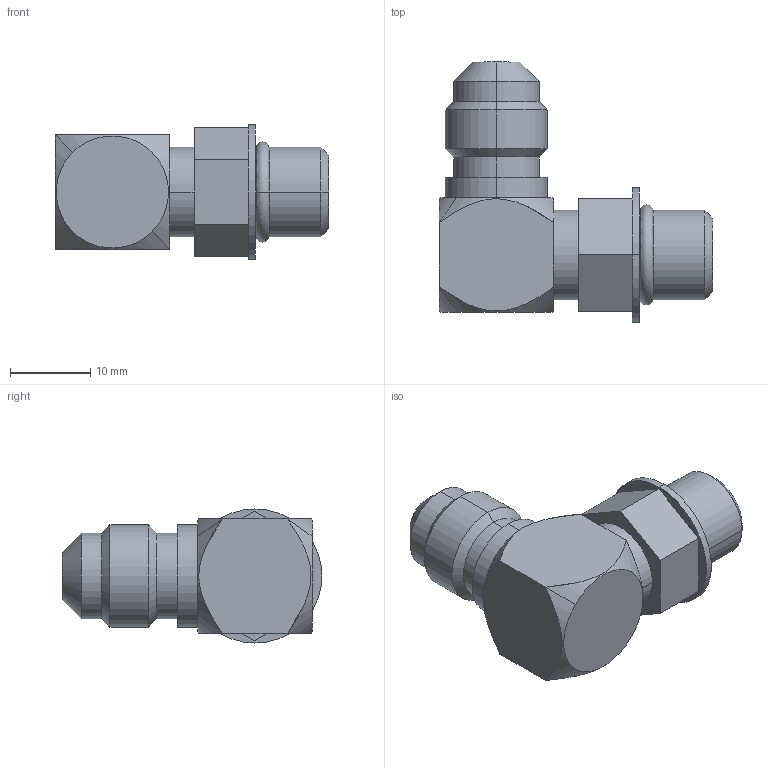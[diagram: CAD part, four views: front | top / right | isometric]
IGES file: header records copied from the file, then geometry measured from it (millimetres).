
Start section:  PTC IGES file: ilc30161545.igs
Global section: file name: ilc30161545.igs; native system: Pro/ENGINEER by Parametric Technology Corporation; preprocessor: 2004290; author: KR; organization: Unknown; date: 050823.155744; units: inch
Bounding box: 34.04 x 32.35 x 16.69 mm (x, y, z)
Surface area: 3507.6 mm2 (no closed solid volume)
Topology: 0 solids, 0 shells, 60 faces, 250 edges, 250 vertices
Faces by surface type: revolution 38, bspline 22
